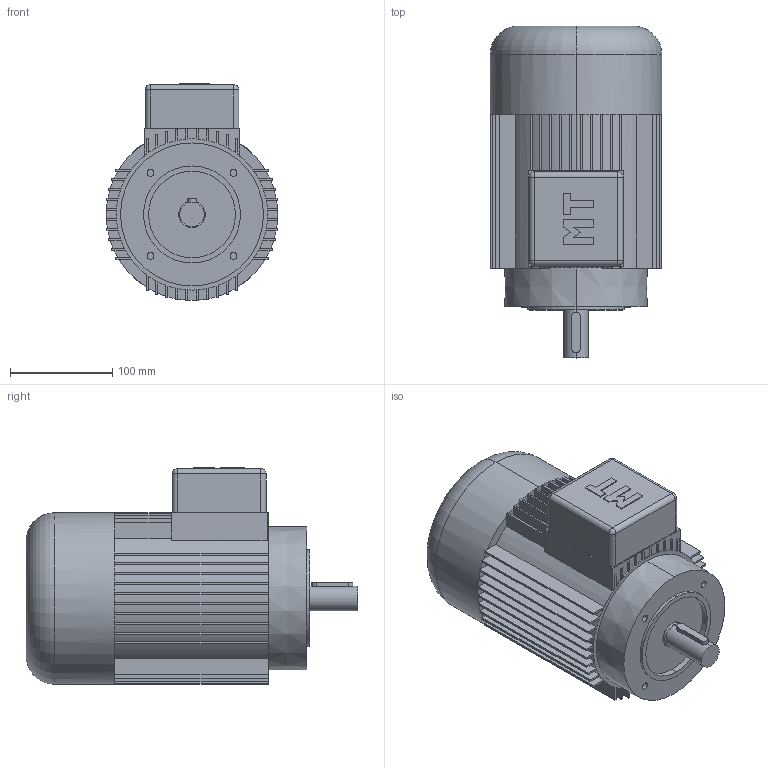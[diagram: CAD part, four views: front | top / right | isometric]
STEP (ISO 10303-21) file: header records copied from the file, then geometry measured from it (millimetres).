
FILE_DESCRIPTION(('HOOPS Exchange Step'),'2;1');
FILE_NAME('export-EF02049C-EE4C-43B0-9563-EB09AB0F2B2A.stp','2021-04-21T13:57:38+02:00',('Engineering'),('Alibre'),'HOOPS Exchange 2020.1','Alibre','Unknown authorisation');
FILE_SCHEMA( ('AP242_MANAGED_MODEL_BASED_3D_ENGINEERING_MIM_LF {1 0 10303 442 1 1 4 }') );
Length unit declared in the file: millimetre
Products named in the file (1): 2450 AC Motor TN90L 2 Pole 2,2kW 3000RPM B14 Flange
Bounding box: 168 x 325 x 212 mm (x, y, z)
Volume: 5638308.7 mm3; surface area: 323094.9 mm2
Topology: 1 solids, 1 shells, 367 faces, 978 edges, 622 vertices
Faces by surface type: plane 277, cylinder 82, sphere 4, torus 2, cone 2
Entity records: 11613 total; most frequent: CARTESIAN_POINT 2117, DIRECTION 1974, ORIENTED_EDGE 1948, EDGE_CURVE 974, VECTOR 704, LINE 704, AXIS2_PLACEMENT_3D 635, VERTEX_POINT 622
